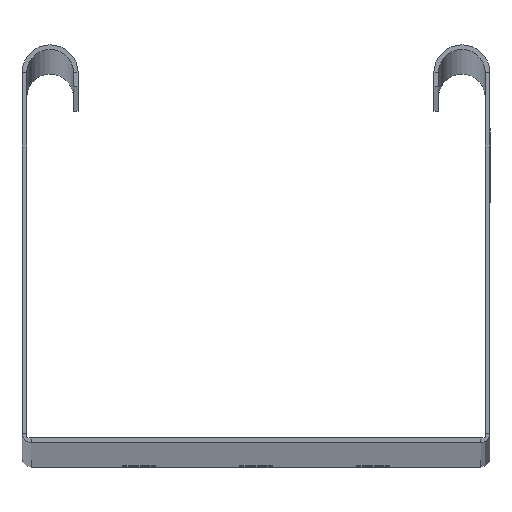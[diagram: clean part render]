
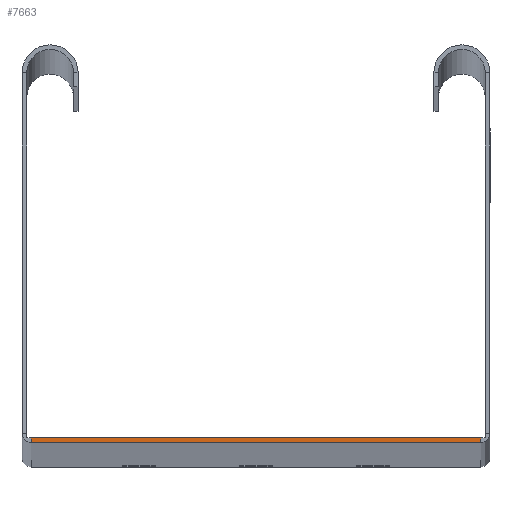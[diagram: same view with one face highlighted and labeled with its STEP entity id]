
A CAD part, top view. The second image highlights one B-rep face of the part: STEP entity #7663.
In plain terms, the highlighted planar face has unit normal (0, 0, 1).
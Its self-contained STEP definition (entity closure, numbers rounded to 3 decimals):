
#130 = CARTESIAN_POINT ( 'NONE',  ( -48., 1., 3000. ) ) ;
#700 = EDGE_LOOP ( 'NONE', ( #6888, #887, #1013, #2435 ) ) ;
#887 = ORIENTED_EDGE ( 'NONE', *, *, #3957, .T. ) ;
#1013 = ORIENTED_EDGE ( 'NONE', *, *, #7758, .T. ) ;
#1276 = LINE ( 'NONE', #5980, #1731 ) ;
#1294 = FACE_OUTER_BOUND ( 'NONE', #700, .T. ) ;
#1443 = VERTEX_POINT ( 'NONE', #2541 ) ;
#1712 = VECTOR ( 'NONE', #3792, 1000. ) ;
#1731 = VECTOR ( 'NONE', #7720, 1000. ) ;
#1830 = CARTESIAN_POINT ( 'NONE',  ( 48., 1., 3000. ) ) ;
#1884 = DIRECTION ( 'NONE',  ( 1., 0., 0. ) ) ;
#2027 = LINE ( 'NONE', #2574, #6942 ) ;
#2103 = LINE ( 'NONE', #6178, #1712 ) ;
#2435 = ORIENTED_EDGE ( 'NONE', *, *, #2654, .T. ) ;
#2541 = CARTESIAN_POINT ( 'NONE',  ( 48., 0., 3000. ) ) ;
#2574 = CARTESIAN_POINT ( 'NONE',  ( -48., 1., 3000. ) ) ;
#2620 = DIRECTION ( 'NONE',  ( 0., -1., 0. ) ) ;
#2654 = EDGE_CURVE ( 'NONE', #2750, #5659, #2027, .T. ) ;
#2720 = VECTOR ( 'NONE', #3307, 1000. ) ;
#2750 = VERTEX_POINT ( 'NONE', #130 ) ;
#3057 = DIRECTION ( 'NONE',  ( 0., 0., 1. ) ) ;
#3307 = DIRECTION ( 'NONE',  ( -1., 0., 0. ) ) ;
#3792 = DIRECTION ( 'NONE',  ( 0., 1., 0. ) ) ;
#3957 = EDGE_CURVE ( 'NONE', #1443, #5052, #2103, .T. ) ;
#4318 = PLANE ( 'NONE',  #4605 ) ;
#4373 = CARTESIAN_POINT ( 'NONE',  ( -48., 0., 3000. ) ) ;
#4605 = AXIS2_PLACEMENT_3D ( 'NONE', #7271, #3057, #1884 ) ;
#4871 = CARTESIAN_POINT ( 'NONE',  ( -50., 1., 3000. ) ) ;
#5052 = VERTEX_POINT ( 'NONE', #1830 ) ;
#5446 = EDGE_CURVE ( 'NONE', #1443, #5659, #1276, .T. ) ;
#5659 = VERTEX_POINT ( 'NONE', #4373 ) ;
#5980 = CARTESIAN_POINT ( 'NONE',  ( -50., 0., 3000. ) ) ;
#6178 = CARTESIAN_POINT ( 'NONE',  ( 48., 0., 3000. ) ) ;
#6294 = LINE ( 'NONE', #4871, #2720 ) ;
#6888 = ORIENTED_EDGE ( 'NONE', *, *, #5446, .F. ) ;
#6942 = VECTOR ( 'NONE', #2620, 1000. ) ;
#7271 = CARTESIAN_POINT ( 'NONE',  ( 49., 2., 3000. ) ) ;
#7663 = ADVANCED_FACE ( 'NONE', ( #1294 ), #4318, .T. ) ;
#7720 = DIRECTION ( 'NONE',  ( -1., 0., 0. ) ) ;
#7758 = EDGE_CURVE ( 'NONE', #5052, #2750, #6294, .T. ) ;
